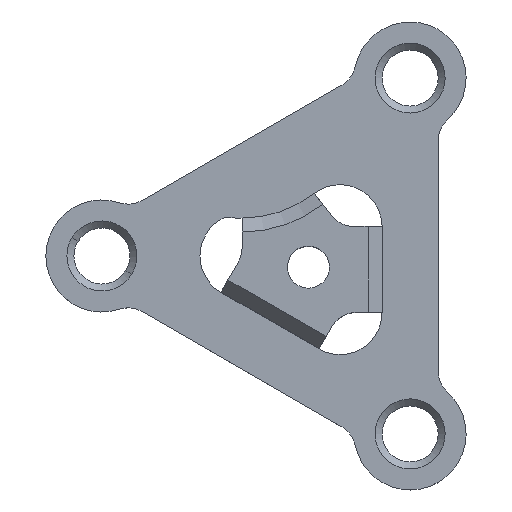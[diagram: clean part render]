
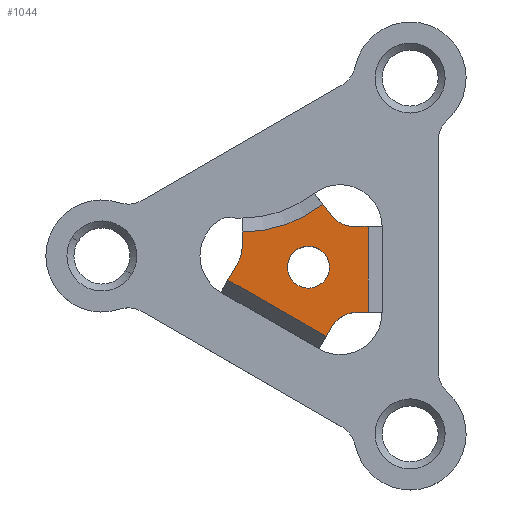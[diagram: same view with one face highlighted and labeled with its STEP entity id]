
A CAD part, top view. The second image highlights one B-rep face of the part: STEP entity #1044.
In plain terms, the highlighted planar face has unit normal (0, 0, 1).
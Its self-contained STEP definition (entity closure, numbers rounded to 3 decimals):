
#29=FACE_BOUND('',#191,.T.);
#51=PLANE('',#1164);
#126=FACE_OUTER_BOUND('',#190,.T.);
#190=EDGE_LOOP('',(#961,#962,#963,#964,#965,#966,#967,#968,#969,#970,#971,
#972));
#191=EDGE_LOOP('',(#973));
#221=CIRCLE('',#1097,2.);
#224=CIRCLE('',#1102,2.);
#226=CIRCLE('',#1106,2.);
#227=CIRCLE('',#1112,9.35);
#247=CIRCLE('',#1165,1.5);
#264=LINE('',#1573,#358);
#278=LINE('',#1615,#372);
#288=LINE('',#1639,#382);
#290=LINE('',#1644,#384);
#292=LINE('',#1647,#386);
#301=LINE('',#1670,#395);
#304=LINE('',#1675,#398);
#340=LINE('',#1781,#434);
#358=VECTOR('',#1264,10.);
#372=VECTOR('',#1286,10.);
#382=VECTOR('',#1304,10.);
#384=VECTOR('',#1308,10.);
#386=VECTOR('',#1312,10.);
#395=VECTOR('',#1335,10.);
#398=VECTOR('',#1340,10.);
#434=VECTOR('',#1470,10.);
#470=VERTEX_POINT('',#1563);
#471=VERTEX_POINT('',#1564);
#474=VERTEX_POINT('',#1572);
#482=VERTEX_POINT('',#1596);
#483=VERTEX_POINT('',#1598);
#489=VERTEX_POINT('',#1613);
#492=VERTEX_POINT('',#1620);
#493=VERTEX_POINT('',#1622);
#499=VERTEX_POINT('',#1637);
#501=VERTEX_POINT('',#1642);
#507=VERTEX_POINT('',#1667);
#508=VERTEX_POINT('',#1669);
#533=VERTEX_POINT('',#1782);
#575=EDGE_CURVE('',#470,#471,#221,.T.);
#579=EDGE_CURVE('',#474,#471,#264,.T.);
#589=EDGE_CURVE('',#482,#483,#224,.T.);
#598=EDGE_CURVE('',#482,#489,#278,.T.);
#601=EDGE_CURVE('',#492,#493,#226,.T.);
#610=EDGE_CURVE('',#492,#499,#288,.T.);
#612=EDGE_CURVE('',#501,#499,#290,.T.);
#614=EDGE_CURVE('',#501,#483,#292,.T.);
#622=EDGE_CURVE('',#474,#489,#227,.T.);
#626=EDGE_CURVE('',#507,#508,#301,.T.);
#629=EDGE_CURVE('',#507,#493,#304,.T.);
#682=EDGE_CURVE('',#470,#508,#340,.T.);
#683=EDGE_CURVE('',#533,#533,#247,.T.);
#961=ORIENTED_EDGE('',*,*,#612,.F.);
#962=ORIENTED_EDGE('',*,*,#614,.T.);
#963=ORIENTED_EDGE('',*,*,#589,.F.);
#964=ORIENTED_EDGE('',*,*,#598,.T.);
#965=ORIENTED_EDGE('',*,*,#622,.F.);
#966=ORIENTED_EDGE('',*,*,#579,.T.);
#967=ORIENTED_EDGE('',*,*,#575,.F.);
#968=ORIENTED_EDGE('',*,*,#682,.T.);
#969=ORIENTED_EDGE('',*,*,#626,.F.);
#970=ORIENTED_EDGE('',*,*,#629,.T.);
#971=ORIENTED_EDGE('',*,*,#601,.F.);
#972=ORIENTED_EDGE('',*,*,#610,.T.);
#973=ORIENTED_EDGE('',*,*,#683,.T.);
#1044=ADVANCED_FACE('',(#126,#29),#51,.T.);
#1097=AXIS2_PLACEMENT_3D('',#1565,#1256,#1257);
#1102=AXIS2_PLACEMENT_3D('',#1599,#1274,#1275);
#1106=AXIS2_PLACEMENT_3D('',#1623,#1292,#1293);
#1112=AXIS2_PLACEMENT_3D('',#1661,#1324,#1325);
#1164=AXIS2_PLACEMENT_3D('',#1780,#1468,#1469);
#1165=AXIS2_PLACEMENT_3D('',#1783,#1471,#1472);
#1256=DIRECTION('center_axis',(0.,0.,
1.));
#1257=DIRECTION('ref_axis',(0.966,-0.259,0.));
#1264=DIRECTION('',(0.,-1.,0.));
#1274=DIRECTION('center_axis',(0.,0.,
1.));
#1275=DIRECTION('ref_axis',(-0.439,-0.898,0.));
#1286=DIRECTION('',(-0.614,0.789,0.));
#1292=DIRECTION('center_axis',(0.,0.,
1.));
#1293=DIRECTION('ref_axis',(-0.5,0.866,0.));
#1304=DIRECTION('',(1.,0.,0.));
#1308=DIRECTION('',(0.,-1.,0.));
#1312=DIRECTION('',(-1.,0.,0.));
#1324=DIRECTION('center_axis',(0.,0.,
1.));
#1325=DIRECTION('ref_axis',(-0.145,-0.989,0.));
#1335=DIRECTION('',(-0.866,0.5,0.));
#1340=DIRECTION('',(0.5,0.866,0.));
#1468=DIRECTION('center_axis',(0.,0.,
1.));
#1469=DIRECTION('ref_axis',(-1.,0.,0.));
#1470=DIRECTION('',(-0.5,-0.866,0.));
#1471=DIRECTION('center_axis',(0.,0.,
-1.));
#1472=DIRECTION('ref_axis',(-1.,0.,0.));
#1563=CARTESIAN_POINT('',(-12.267,12.239,12.));
#1564=CARTESIAN_POINT('',(-11.999,13.239,12.));
#1565=CARTESIAN_POINT('Origin',(-13.999,13.239,12.));
#1572=CARTESIAN_POINT('',(-11.999,14.394,12.));
#1573=CARTESIAN_POINT('',(-11.999,12.703,12.));
#1596=CARTESIAN_POINT('',(-5.601,15.561,12.));
#1598=CARTESIAN_POINT('',(-4.023,14.79,12.));
#1599=CARTESIAN_POINT('Origin',(-4.023,16.79,12.));
#1613=CARTESIAN_POINT('',(-6.229,16.368,12.));
#1615=CARTESIAN_POINT('',(-6.843,17.157,12.));
#1620=CARTESIAN_POINT('',(-3.845,8.661,12.));
#1622=CARTESIAN_POINT('',(-5.577,7.661,12.));
#1623=CARTESIAN_POINT('Origin',(-3.845,6.661,12.));
#1637=CARTESIAN_POINT('',(-3.,8.661,12.));
#1639=CARTESIAN_POINT('',(-2.,8.661,12.));
#1642=CARTESIAN_POINT('',(-3.,14.79,12.));
#1644=CARTESIAN_POINT('',(-3.,10.681,12.));
#1647=CARTESIAN_POINT('',(-5.,14.79,12.));
#1661=CARTESIAN_POINT('Origin',(-11.975,23.744,12.));
#1667=CARTESIAN_POINT('',(-6.,6.929,12.));
#1669=CARTESIAN_POINT('',(-12.999,10.971,12.));
#1670=CARTESIAN_POINT('',(-12.624,10.755,12.));
#1675=CARTESIAN_POINT('',(-5.,8.661,12.));
#1780=CARTESIAN_POINT('Origin',(-11.,12.702,12.));
#1781=CARTESIAN_POINT('',(-13.499,10.105,12.));
#1782=CARTESIAN_POINT('',(-5.759,11.883,12.));
#1783=CARTESIAN_POINT('Origin',(-7.259,11.883,12.));
